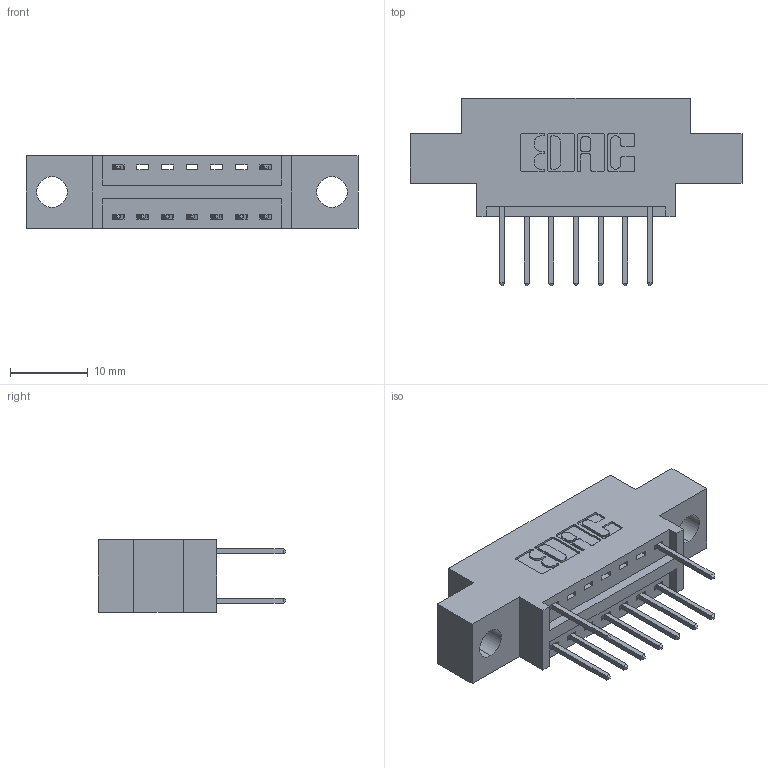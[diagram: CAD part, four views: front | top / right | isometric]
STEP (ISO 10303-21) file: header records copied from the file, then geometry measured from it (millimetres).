
FILE_DESCRIPTION (( 'STEP AP203' ), '1' );
FILE_NAME ('346-014-526-804.STEP', '2018-08-20T01:10:45', ( '' ), ( '' ), 'SwSTEP 2.0', 'SolidWorks 2016', '' );
FILE_SCHEMA (( 'CONFIG_CONTROL_DESIGN' ));
Length unit declared in the file: inch
Products named in the file (3): 346 Part_0.170 Offset - 0.156 Dia-TH; 345-292-001_345-293-126; 346-014-526-804
Assembly tree (10 placements, depth 2):
  346-014-526-804
    346 Part_0.170 Offset - 0.156 Dia-TH
    345-292-001_345-293-126  x9
Bounding box: 42.8 x 24.13 x 9.4 mm (x, y, z)
Volume: 3628.9 mm3; surface area: 4237.6 mm2
Topology: 10 solids, 10 shells, 624 faces, 1841 edges, 1214 vertices
Faces by surface type: plane 420, cylinder 204
Entity records: 9273 total; most frequent: CARTESIAN_POINT 1599, ORIENTED_EDGE 1538, DIRECTION 1455, EDGE_CURVE 769, VECTOR 609, LINE 609, VERTEX_POINT 510, AXIS2_PLACEMENT_3D 423
